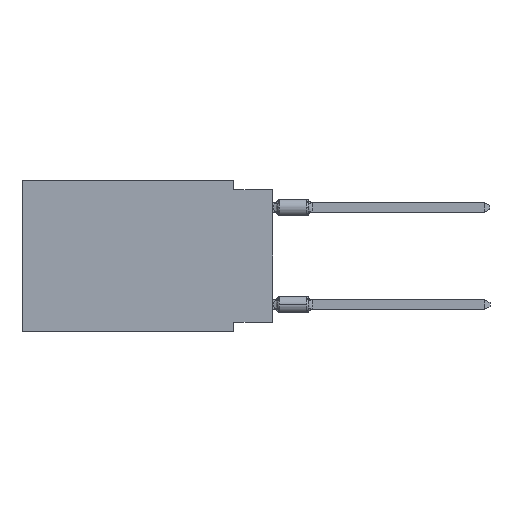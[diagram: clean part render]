
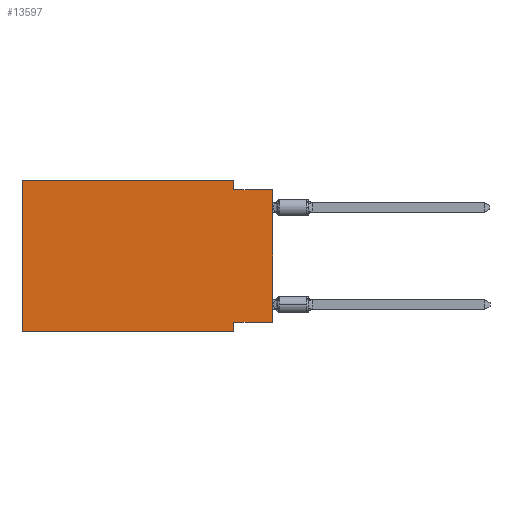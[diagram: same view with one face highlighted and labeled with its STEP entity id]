
A CAD part, left-side view. The second image highlights one B-rep face of the part: STEP entity #13597.
In plain terms, the highlighted planar face has unit normal (-1, 0, 0).
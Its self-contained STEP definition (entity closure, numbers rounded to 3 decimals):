
#436 = DIRECTION ( 'NONE',  ( 0., 0., -1. ) ) ;
#809 = ORIENTED_EDGE ( 'NONE', *, *, #1997, .F. ) ;
#932 = EDGE_CURVE ( 'NONE', #26388, #7981, #6373, .T. ) ;
#1185 = VECTOR ( 'NONE', #20243, 1000. ) ;
#1428 = EDGE_CURVE ( 'NONE', #10692, #11655, #9052, .T. ) ;
#1931 = EDGE_CURVE ( 'NONE', #7668, #8768, #9553, .T. ) ;
#1997 = EDGE_CURVE ( 'NONE', #3607, #10692, #9812, .T. ) ;
#2111 = EDGE_CURVE ( 'NONE', #22047, #7668, #23322, .T. ) ;
#2208 = CARTESIAN_POINT ( 'NONE',  ( 0., 2.54, -9.906 ) ) ;
#2291 = EDGE_LOOP ( 'NONE', ( #26615, #18900, #17342, #24922, #22162, #20978, #9589, #809 ) ) ;
#2456 = CARTESIAN_POINT ( 'NONE',  ( 0., 0., -9.271 ) ) ;
#2769 = EDGE_CURVE ( 'NONE', #8768, #26388, #15535, .T. ) ;
#2780 = CARTESIAN_POINT ( 'NONE',  ( 0., 16.383, 0. ) ) ;
#3294 = DIRECTION ( 'NONE',  ( 0., 0., -1. ) ) ;
#3351 = CARTESIAN_POINT ( 'NONE',  ( 0., 16.383, 0. ) ) ;
#3607 = VERTEX_POINT ( 'NONE', #2456 ) ;
#3849 = VECTOR ( 'NONE', #23685, 1000. ) ;
#3936 = CARTESIAN_POINT ( 'NONE',  ( 0., 0., -0.635 ) ) ;
#4446 = CARTESIAN_POINT ( 'NONE',  ( 0., 16.383, -9.906 ) ) ;
#6373 = LINE ( 'NONE', #3936, #19956 ) ;
#6661 = VECTOR ( 'NONE', #9238, 1000. ) ;
#7621 = PLANE ( 'NONE',  #16441 ) ;
#7668 = VERTEX_POINT ( 'NONE', #2780 ) ;
#7981 = VERTEX_POINT ( 'NONE', #15564 ) ;
#8376 = LINE ( 'NONE', #12841, #13541 ) ;
#8768 = VERTEX_POINT ( 'NONE', #27836 ) ;
#9052 = LINE ( 'NONE', #24273, #23164 ) ;
#9238 = DIRECTION ( 'NONE',  ( 0., -1., 0. ) ) ;
#9553 = LINE ( 'NONE', #20174, #6661 ) ;
#9589 = ORIENTED_EDGE ( 'NONE', *, *, #1428, .F. ) ;
#9812 = LINE ( 'NONE', #20870, #19073 ) ;
#10229 = DIRECTION ( 'NONE',  ( 0., -1., 0. ) ) ;
#10692 = VERTEX_POINT ( 'NONE', #18744 ) ;
#11141 = LINE ( 'NONE', #21928, #3849 ) ;
#11655 = VERTEX_POINT ( 'NONE', #2208 ) ;
#12841 = CARTESIAN_POINT ( 'NONE',  ( 0., 16.383, -9.906 ) ) ;
#13541 = VECTOR ( 'NONE', #10229, 1000. ) ;
#13597 = ADVANCED_FACE ( 'NONE', ( #18518 ), #7621, .F. ) ;
#15150 = DIRECTION ( 'NONE',  ( 0., -1., 0. ) ) ;
#15535 = LINE ( 'NONE', #15957, #1185 ) ;
#15564 = CARTESIAN_POINT ( 'NONE',  ( 0., 0., -0.635 ) ) ;
#15957 = CARTESIAN_POINT ( 'NONE',  ( 0., 2.54, 0. ) ) ;
#16085 = EDGE_CURVE ( 'NONE', #22047, #11655, #8376, .T. ) ;
#16254 = CARTESIAN_POINT ( 'NONE',  ( 0., 2.54, -0.635 ) ) ;
#16441 = AXIS2_PLACEMENT_3D ( 'NONE', #24969, #25121, #3294 ) ;
#17342 = ORIENTED_EDGE ( 'NONE', *, *, #2769, .F. ) ;
#18518 = FACE_OUTER_BOUND ( 'NONE', #2291, .T. ) ;
#18744 = CARTESIAN_POINT ( 'NONE',  ( 0., 2.54, -9.271 ) ) ;
#18900 = ORIENTED_EDGE ( 'NONE', *, *, #932, .F. ) ;
#19073 = VECTOR ( 'NONE', #27176, 1000. ) ;
#19532 = EDGE_CURVE ( 'NONE', #3607, #7981, #11141, .T. ) ;
#19956 = VECTOR ( 'NONE', #15150, 1000. ) ;
#20174 = CARTESIAN_POINT ( 'NONE',  ( 0., 16.383, 0. ) ) ;
#20243 = DIRECTION ( 'NONE',  ( 0., 0., -1. ) ) ;
#20870 = CARTESIAN_POINT ( 'NONE',  ( 0., 0., -9.271 ) ) ;
#20978 = ORIENTED_EDGE ( 'NONE', *, *, #16085, .T. ) ;
#21928 = CARTESIAN_POINT ( 'NONE',  ( 0., 0., 0. ) ) ;
#22047 = VERTEX_POINT ( 'NONE', #4446 ) ;
#22162 = ORIENTED_EDGE ( 'NONE', *, *, #2111, .F. ) ;
#23164 = VECTOR ( 'NONE', #436, 1000. ) ;
#23322 = LINE ( 'NONE', #3351, #23666 ) ;
#23666 = VECTOR ( 'NONE', #25305, 1000. ) ;
#23685 = DIRECTION ( 'NONE',  ( 0., 0., 1. ) ) ;
#24273 = CARTESIAN_POINT ( 'NONE',  ( 0., 2.54, -9.906 ) ) ;
#24922 = ORIENTED_EDGE ( 'NONE', *, *, #1931, .F. ) ;
#24969 = CARTESIAN_POINT ( 'NONE',  ( 0., 16.383, 0. ) ) ;
#25121 = DIRECTION ( 'NONE',  ( 1., 0., 0. ) ) ;
#25305 = DIRECTION ( 'NONE',  ( 0., 0., 1. ) ) ;
#26388 = VERTEX_POINT ( 'NONE', #16254 ) ;
#26615 = ORIENTED_EDGE ( 'NONE', *, *, #19532, .T. ) ;
#27176 = DIRECTION ( 'NONE',  ( 0., 1., 0. ) ) ;
#27836 = CARTESIAN_POINT ( 'NONE',  ( 0., 2.54, 0. ) ) ;
